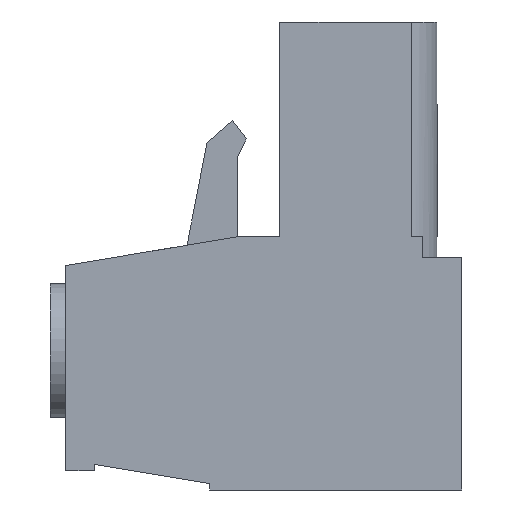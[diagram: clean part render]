
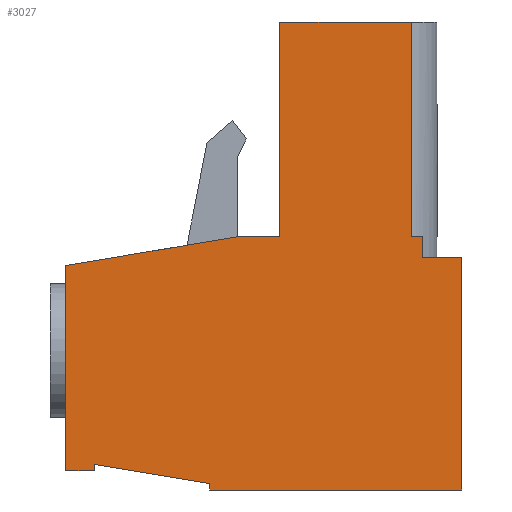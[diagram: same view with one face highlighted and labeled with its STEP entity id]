
A CAD part, left-side view. The second image highlights one B-rep face of the part: STEP entity #3027.
In plain terms, the highlighted planar face has unit normal (-1, 0, 0).
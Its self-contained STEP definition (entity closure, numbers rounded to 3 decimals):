
#33 = DIRECTION ( 'NONE',  ( 0., -1., 0. ) ) ;
#57 = VECTOR ( 'NONE', #9262, 1000. ) ;
#62 = ORIENTED_EDGE ( 'NONE', *, *, #4261, .F. ) ;
#91 = ORIENTED_EDGE ( 'NONE', *, *, #603, .F. ) ;
#113 = DIRECTION ( 'NONE',  ( 0., 0., 1. ) ) ;
#229 = VERTEX_POINT ( 'NONE', #7111 ) ;
#340 = VERTEX_POINT ( 'NONE', #2584 ) ;
#344 = EDGE_CURVE ( 'NONE', #8964, #8486, #8573, .T. ) ;
#351 = VERTEX_POINT ( 'NONE', #7969 ) ;
#486 = ORIENTED_EDGE ( 'NONE', *, *, #2870, .F. ) ;
#603 = EDGE_CURVE ( 'NONE', #2855, #1413, #5946, .T. ) ;
#624 = VECTOR ( 'NONE', #4976, 1000. ) ;
#629 = ORIENTED_EDGE ( 'NONE', *, *, #9812, .F. ) ;
#726 = DIRECTION ( 'NONE',  ( 0., 1., 0. ) ) ;
#868 = LINE ( 'NONE', #7890, #8744 ) ;
#941 = VECTOR ( 'NONE', #1711, 1000. ) ;
#998 = DIRECTION ( 'NONE',  ( 0., 0., 1. ) ) ;
#1126 = FACE_OUTER_BOUND ( 'NONE', #5485, .T. ) ;
#1181 = ORIENTED_EDGE ( 'NONE', *, *, #5491, .F. ) ;
#1206 = VECTOR ( 'NONE', #9138, 1000. ) ;
#1272 = DIRECTION ( 'NONE',  ( 0., -1., 0. ) ) ;
#1303 = EDGE_CURVE ( 'NONE', #3617, #7290, #8575, .T. ) ;
#1413 = VERTEX_POINT ( 'NONE', #1986 ) ;
#1462 = LINE ( 'NONE', #3788, #3034 ) ;
#1548 = VECTOR ( 'NONE', #113, 1000. ) ;
#1711 = DIRECTION ( 'NONE',  ( 0., 1., 0. ) ) ;
#1813 = ORIENTED_EDGE ( 'NONE', *, *, #1303, .F. ) ;
#1826 = VECTOR ( 'NONE', #3643, 1000. ) ;
#1894 = CARTESIAN_POINT ( 'NONE',  ( 0., 7.05, 9.85 ) ) ;
#1920 = VECTOR ( 'NONE', #6714, 1000. ) ;
#1934 = ORIENTED_EDGE ( 'NONE', *, *, #8659, .F. ) ;
#1986 = CARTESIAN_POINT ( 'NONE',  ( 0., 1.95, 9.85 ) ) ;
#2021 = CARTESIAN_POINT ( 'NONE',  ( 0., 15.35, 8.7 ) ) ;
#2090 = CARTESIAN_POINT ( 'NONE',  ( 0., 8.55, 9.85 ) ) ;
#2112 = CARTESIAN_POINT ( 'NONE',  ( 0., 9.77, 0.25 ) ) ;
#2584 = CARTESIAN_POINT ( 'NONE',  ( 0., 0., 9. ) ) ;
#2855 = VERTEX_POINT ( 'NONE', #9836 ) ;
#2870 = EDGE_CURVE ( 'NONE', #3461, #351, #4629, .T. ) ;
#2917 = EDGE_CURVE ( 'NONE', #1413, #8964, #7725, .T. ) ;
#3027 = ADVANCED_FACE ( 'NONE', ( #1126 ), #6362, .T. ) ;
#3034 = VECTOR ( 'NONE', #726, 1000. ) ;
#3049 = CARTESIAN_POINT ( 'NONE',  ( 0., 1.95, 9.85 ) ) ;
#3256 = LINE ( 'NONE', #3777, #1206 ) ;
#3351 = DIRECTION ( 'NONE',  ( 0., 0., -1. ) ) ;
#3413 = VECTOR ( 'NONE', #8233, 1000. ) ;
#3461 = VERTEX_POINT ( 'NONE', #6245 ) ;
#3518 = CARTESIAN_POINT ( 'NONE',  ( 0., 7.05, 18.15 ) ) ;
#3603 = LINE ( 'NONE', #4716, #1548 ) ;
#3617 = VERTEX_POINT ( 'NONE', #6576 ) ;
#3643 = DIRECTION ( 'NONE',  ( 0., -0.986, 0.167 ) ) ;
#3708 = EDGE_CURVE ( 'NONE', #9547, #3617, #3890, .T. ) ;
#3777 = CARTESIAN_POINT ( 'NONE',  ( 0., 1.95, 18.15 ) ) ;
#3788 = CARTESIAN_POINT ( 'NONE',  ( 0., 9.77, 0. ) ) ;
#3885 = DIRECTION ( 'NONE',  ( 0., 0., 1. ) ) ;
#3890 = LINE ( 'NONE', #2090, #1826 ) ;
#3985 = LINE ( 'NONE', #2112, #1920 ) ;
#4011 = EDGE_CURVE ( 'NONE', #8196, #8950, #1462, .T. ) ;
#4160 = VECTOR ( 'NONE', #9858, 1000. ) ;
#4261 = EDGE_CURVE ( 'NONE', #8950, #9831, #868, .T. ) ;
#4320 = CARTESIAN_POINT ( 'NONE',  ( 0., 7.05, 9.85 ) ) ;
#4629 = LINE ( 'NONE', #9510, #57 ) ;
#4663 = ORIENTED_EDGE ( 'NONE', *, *, #4973, .F. ) ;
#4715 = LINE ( 'NONE', #8011, #624 ) ;
#4716 = CARTESIAN_POINT ( 'NONE',  ( 0., 7.05, 18.15 ) ) ;
#4973 = EDGE_CURVE ( 'NONE', #340, #8196, #4715, .T. ) ;
#4976 = DIRECTION ( 'NONE',  ( 0., 0., -1. ) ) ;
#5014 = ORIENTED_EDGE ( 'NONE', *, *, #3708, .F. ) ;
#5040 = CARTESIAN_POINT ( 'NONE',  ( 0., 9.77, 0. ) ) ;
#5154 = AXIS2_PLACEMENT_3D ( 'NONE', #6223, #6154, #6090 ) ;
#5370 = ORIENTED_EDGE ( 'NONE', *, *, #5598, .F. ) ;
#5473 = CARTESIAN_POINT ( 'NONE',  ( 0., 9.77, 0.25 ) ) ;
#5485 = EDGE_LOOP ( 'NONE', ( #5742, #4663, #7768, #9358, #9303, #91, #5370, #629, #1813, #5014, #1934, #8072, #486, #1181, #62 ) ) ;
#5491 = EDGE_CURVE ( 'NONE', #9831, #3461, #3985, .T. ) ;
#5550 = CARTESIAN_POINT ( 'NONE',  ( 0., 15.35, 0.75 ) ) ;
#5598 = EDGE_CURVE ( 'NONE', #5966, #2855, #3256, .T. ) ;
#5742 = ORIENTED_EDGE ( 'NONE', *, *, #4011, .F. ) ;
#5746 = EDGE_CURVE ( 'NONE', #351, #229, #7043, .T. ) ;
#5798 = CARTESIAN_POINT ( 'NONE',  ( 0., 1.5, 9.85 ) ) ;
#5946 = LINE ( 'NONE', #3049, #4160 ) ;
#5966 = VERTEX_POINT ( 'NONE', #3518 ) ;
#6090 = DIRECTION ( 'NONE',  ( 0., 0., 1. ) ) ;
#6136 = CARTESIAN_POINT ( 'NONE',  ( 0., 15.35, 8.7 ) ) ;
#6154 = DIRECTION ( 'NONE',  ( -1., 0., 0. ) ) ;
#6223 = CARTESIAN_POINT ( 'NONE',  ( 0., 0., 0. ) ) ;
#6245 = CARTESIAN_POINT ( 'NONE',  ( 0., 14.25, 0.99 ) ) ;
#6317 = VECTOR ( 'NONE', #3351, 1000. ) ;
#6362 = PLANE ( 'NONE',  #5154 ) ;
#6576 = CARTESIAN_POINT ( 'NONE',  ( 0., 8.55, 9.85 ) ) ;
#6633 = CARTESIAN_POINT ( 'NONE',  ( 0., 0., 9. ) ) ;
#6714 = DIRECTION ( 'NONE',  ( 0., 0.987, 0.163 ) ) ;
#6994 = VECTOR ( 'NONE', #3885, 1000. ) ;
#7043 = LINE ( 'NONE', #5550, #941 ) ;
#7111 = CARTESIAN_POINT ( 'NONE',  ( 0., 15.35, 0.75 ) ) ;
#7199 = VECTOR ( 'NONE', #1272, 1000. ) ;
#7290 = VERTEX_POINT ( 'NONE', #4320 ) ;
#7454 = CARTESIAN_POINT ( 'NONE',  ( 0., 1.5, 9. ) ) ;
#7725 = LINE ( 'NONE', #8205, #3413 ) ;
#7768 = ORIENTED_EDGE ( 'NONE', *, *, #9013, .F. ) ;
#7890 = CARTESIAN_POINT ( 'NONE',  ( 0., 9.77, 0. ) ) ;
#7969 = CARTESIAN_POINT ( 'NONE',  ( 0., 14.25, 0.75 ) ) ;
#8011 = CARTESIAN_POINT ( 'NONE',  ( 0., 0., 0. ) ) ;
#8072 = ORIENTED_EDGE ( 'NONE', *, *, #5746, .F. ) ;
#8196 = VERTEX_POINT ( 'NONE', #9381 ) ;
#8205 = CARTESIAN_POINT ( 'NONE',  ( 0., 1.5, 9.85 ) ) ;
#8233 = DIRECTION ( 'NONE',  ( 0., -1., 0. ) ) ;
#8345 = VECTOR ( 'NONE', #33, 1000. ) ;
#8486 = VERTEX_POINT ( 'NONE', #7454 ) ;
#8573 = LINE ( 'NONE', #9514, #6317 ) ;
#8575 = LINE ( 'NONE', #1894, #8345 ) ;
#8659 = EDGE_CURVE ( 'NONE', #229, #9547, #9015, .T. ) ;
#8744 = VECTOR ( 'NONE', #998, 1000. ) ;
#8950 = VERTEX_POINT ( 'NONE', #5040 ) ;
#8964 = VERTEX_POINT ( 'NONE', #5798 ) ;
#9013 = EDGE_CURVE ( 'NONE', #8486, #340, #9227, .T. ) ;
#9015 = LINE ( 'NONE', #6136, #6994 ) ;
#9138 = DIRECTION ( 'NONE',  ( 0., -1., 0. ) ) ;
#9227 = LINE ( 'NONE', #6633, #7199 ) ;
#9262 = DIRECTION ( 'NONE',  ( 0., 0., -1. ) ) ;
#9303 = ORIENTED_EDGE ( 'NONE', *, *, #2917, .F. ) ;
#9358 = ORIENTED_EDGE ( 'NONE', *, *, #344, .F. ) ;
#9381 = CARTESIAN_POINT ( 'NONE',  ( 0., 0., 0. ) ) ;
#9510 = CARTESIAN_POINT ( 'NONE',  ( 0., 14.25, 0.75 ) ) ;
#9514 = CARTESIAN_POINT ( 'NONE',  ( 0., 1.5, 9. ) ) ;
#9547 = VERTEX_POINT ( 'NONE', #2021 ) ;
#9812 = EDGE_CURVE ( 'NONE', #7290, #5966, #3603, .T. ) ;
#9831 = VERTEX_POINT ( 'NONE', #5473 ) ;
#9836 = CARTESIAN_POINT ( 'NONE',  ( 0., 1.95, 18.15 ) ) ;
#9858 = DIRECTION ( 'NONE',  ( 0., 0., -1. ) ) ;
